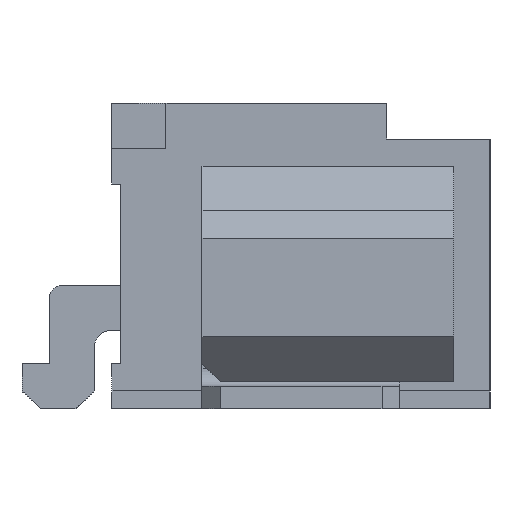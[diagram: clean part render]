
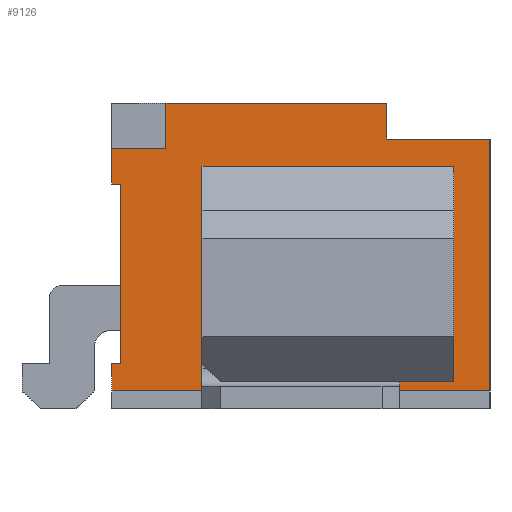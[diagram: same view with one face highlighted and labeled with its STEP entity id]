
A CAD part, left-side view. The second image highlights one B-rep face of the part: STEP entity #9126.
In plain terms, the highlighted planar face has unit normal (-1, 0, 0).
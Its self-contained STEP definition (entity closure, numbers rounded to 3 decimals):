
#407=FACE_BOUND('',#974,.T.);
#496=FACE_OUTER_BOUND('',#973,.T.);
#973=EDGE_LOOP('',(#6476,#6477,#6478,#6479,#6480,#6481,#6482,#6483,#6484,
#6485,#6486,#6487));
#974=EDGE_LOOP('',(#6488,#6489,#6490,#6491));
#1444=LINE('',#12483,#2677);
#1448=LINE('',#12493,#2681);
#1502=LINE('',#12601,#2735);
#1535=LINE('',#12667,#2768);
#1688=LINE('',#13002,#2921);
#1696=LINE('',#13018,#2929);
#1697=LINE('',#13020,#2930);
#1698=LINE('',#13021,#2931);
#1699=LINE('',#13023,#2932);
#1700=LINE('',#13025,#2933);
#1701=LINE('',#13027,#2934);
#1702=LINE('',#13029,#2935);
#1703=LINE('',#13031,#2936);
#1704=LINE('',#13032,#2937);
#1705=LINE('',#13033,#2938);
#1706=LINE('',#13034,#2939);
#2677=VECTOR('',#10145,0.3);
#2681=VECTOR('',#10151,0.4);
#2735=VECTOR('',#10207,0.1);
#2768=VECTOR('',#10246,2.4);
#2921=VECTOR('',#10525,2.4);
#2929=VECTOR('',#10543,0.6);
#2930=VECTOR('',#10544,0.1);
#2931=VECTOR('',#10545,2.);
#2932=VECTOR('',#10546,4.2);
#2933=VECTOR('',#10547,2.8);
#2934=VECTOR('',#10548,1.15);
#2935=VECTOR('',#10549,0.4);
#2936=VECTOR('',#10550,2.45);
#2937=VECTOR('',#10551,0.5);
#2938=VECTOR('',#10552,2.8);
#2939=VECTOR('',#10553,2.8);
#3900=VERTEX_POINT('',#12469);
#3905=VERTEX_POINT('',#12481);
#3909=VERTEX_POINT('',#12490);
#3910=VERTEX_POINT('',#12492);
#3963=VERTEX_POINT('',#12600);
#3992=VERTEX_POINT('',#12664);
#3993=VERTEX_POINT('',#12666);
#4111=VERTEX_POINT('',#13000);
#4112=VERTEX_POINT('',#13001);
#4115=VERTEX_POINT('',#13017);
#4116=VERTEX_POINT('',#13019);
#4117=VERTEX_POINT('',#13022);
#4118=VERTEX_POINT('',#13024);
#4119=VERTEX_POINT('',#13026);
#4120=VERTEX_POINT('',#13028);
#4121=VERTEX_POINT('',#13030);
#4754=EDGE_CURVE('',#3905,#3900,#1444,.T.);
#4758=EDGE_CURVE('',#3909,#3910,#1448,.T.);
#4812=EDGE_CURVE('',#3900,#3963,#1502,.T.);
#4845=EDGE_CURVE('',#3993,#3992,#1535,.T.);
#5015=EDGE_CURVE('',#4111,#4112,#1688,.T.);
#5023=EDGE_CURVE('',#3910,#4115,#1696,.T.);
#5024=EDGE_CURVE('',#3909,#4116,#1697,.T.);
#5025=EDGE_CURVE('',#3963,#4116,#1698,.T.);
#5026=EDGE_CURVE('',#3905,#4117,#1699,.T.);
#5027=EDGE_CURVE('',#4117,#4118,#1700,.T.);
#5028=EDGE_CURVE('',#4118,#4119,#1701,.T.);
#5029=EDGE_CURVE('',#4120,#4119,#1702,.T.);
#5030=EDGE_CURVE('',#4121,#4120,#1703,.T.);
#5031=EDGE_CURVE('',#4121,#4115,#1704,.T.);
#5032=EDGE_CURVE('',#4112,#3992,#1705,.T.);
#5033=EDGE_CURVE('',#4111,#3993,#1706,.T.);
#6476=ORIENTED_EDGE('',*,*,#5023,.F.);
#6477=ORIENTED_EDGE('',*,*,#4758,.F.);
#6478=ORIENTED_EDGE('',*,*,#5024,.T.);
#6479=ORIENTED_EDGE('',*,*,#5025,.F.);
#6480=ORIENTED_EDGE('',*,*,#4812,.F.);
#6481=ORIENTED_EDGE('',*,*,#4754,.F.);
#6482=ORIENTED_EDGE('',*,*,#5026,.T.);
#6483=ORIENTED_EDGE('',*,*,#5027,.T.);
#6484=ORIENTED_EDGE('',*,*,#5028,.T.);
#6485=ORIENTED_EDGE('',*,*,#5029,.F.);
#6486=ORIENTED_EDGE('',*,*,#5030,.F.);
#6487=ORIENTED_EDGE('',*,*,#5031,.T.);
#6488=ORIENTED_EDGE('',*,*,#4845,.T.);
#6489=ORIENTED_EDGE('',*,*,#5032,.F.);
#6490=ORIENTED_EDGE('',*,*,#5015,.F.);
#6491=ORIENTED_EDGE('',*,*,#5033,.T.);
#8677=PLANE('',#9633);
#9126=ADVANCED_FACE('',(#496,#407),#8677,.T.);
#9633=AXIS2_PLACEMENT_3D('',#13016,#10541,#10542);
#10145=DIRECTION('',(0.,0.,1.));
#10151=DIRECTION('',(0.,0.,1.));
#10207=DIRECTION('',(0.,-1.,0.));
#10246=DIRECTION('',(0.,0.,1.));
#10525=DIRECTION('',(0.,0.,1.));
#10541=DIRECTION('center_axis',(-1.,0.,0.));
#10542=DIRECTION('ref_axis',(0.,-1.,0.));
#10543=DIRECTION('',(0.,-1.,0.));
#10544=DIRECTION('',(0.,-1.,0.));
#10545=DIRECTION('',(0.,0.,1.));
#10546=DIRECTION('',(0.,-1.,0.));
#10547=DIRECTION('',(0.,0.,1.));
#10548=DIRECTION('',(0.,1.,0.));
#10549=DIRECTION('',(0.,0.,-1.));
#10550=DIRECTION('',(0.,-1.,0.));
#10551=DIRECTION('',(0.,0.,-1.));
#10552=DIRECTION('',(0.,1.,0.));
#10553=DIRECTION('',(0.,1.,0.));
#12469=CARTESIAN_POINT('',(-8.375,2.1,0.5));
#12481=CARTESIAN_POINT('',(-8.375,2.1,0.2));
#12483=CARTESIAN_POINT('',(-8.375,2.1,0.2));
#12490=CARTESIAN_POINT('',(-8.375,2.1,2.5));
#12492=CARTESIAN_POINT('',(-8.375,2.1,2.9));
#12493=CARTESIAN_POINT('',(-8.375,2.1,2.5));
#12600=CARTESIAN_POINT('',(-8.375,2.,0.5));
#12601=CARTESIAN_POINT('',(-8.375,2.1,0.5));
#12664=CARTESIAN_POINT('',(-8.375,1.1,2.7));
#12666=CARTESIAN_POINT('',(-8.375,1.1,0.3));
#12667=CARTESIAN_POINT('',(-8.375,1.1,0.3));
#13000=CARTESIAN_POINT('',(-8.375,-1.7,0.3));
#13001=CARTESIAN_POINT('',(-8.375,-1.7,2.7));
#13002=CARTESIAN_POINT('',(-8.375,-1.7,0.3));
#13016=CARTESIAN_POINT('Origin',(-8.375,2.1,0.));
#13017=CARTESIAN_POINT('',(-8.375,1.5,2.9));
#13018=CARTESIAN_POINT('',(-8.375,2.1,2.9));
#13019=CARTESIAN_POINT('',(-8.375,2.,2.5));
#13020=CARTESIAN_POINT('',(-8.375,2.1,2.5));
#13021=CARTESIAN_POINT('',(-8.375,2.,0.5));
#13022=CARTESIAN_POINT('',(-8.375,-2.1,0.2));
#13023=CARTESIAN_POINT('',(-8.375,2.1,0.2));
#13024=CARTESIAN_POINT('',(-8.375,-2.1,3.));
#13025=CARTESIAN_POINT('',(-8.375,-2.1,0.2));
#13026=CARTESIAN_POINT('',(-8.375,-0.95,3.));
#13027=CARTESIAN_POINT('',(-8.375,-2.1,3.));
#13028=CARTESIAN_POINT('',(-8.375,-0.95,3.4));
#13029=CARTESIAN_POINT('',(-8.375,-0.95,3.4));
#13030=CARTESIAN_POINT('',(-8.375,1.5,3.4));
#13031=CARTESIAN_POINT('',(-8.375,1.5,3.4));
#13032=CARTESIAN_POINT('',(-8.375,1.5,3.4));
#13033=CARTESIAN_POINT('',(-8.375,-1.7,2.7));
#13034=CARTESIAN_POINT('',(-8.375,-1.7,0.3));
